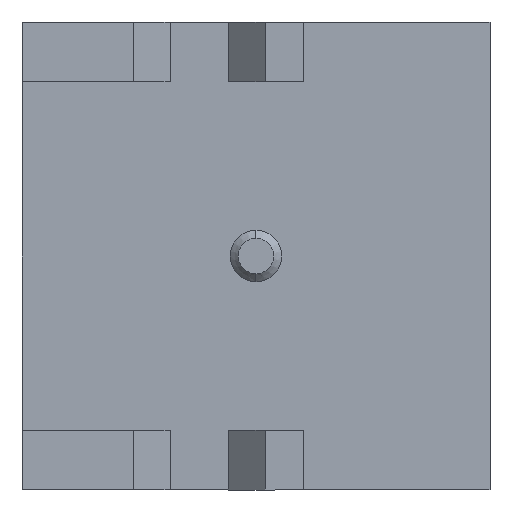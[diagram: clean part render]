
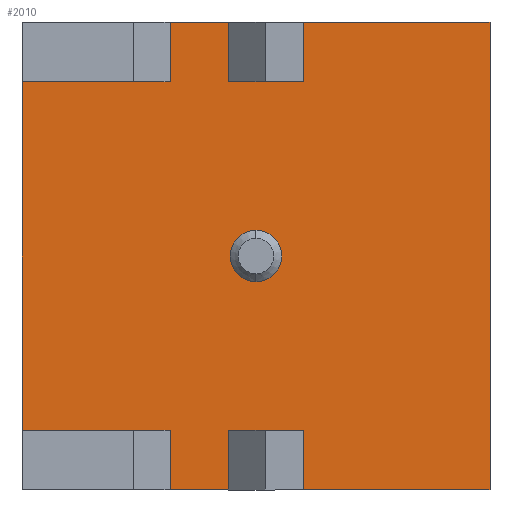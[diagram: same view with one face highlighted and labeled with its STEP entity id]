
A CAD part, front view. The second image highlights one B-rep face of the part: STEP entity #2010.
In plain terms, the highlighted planar face has unit normal (0, -1, 0).
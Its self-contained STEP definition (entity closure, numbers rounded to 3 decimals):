
#71 = LINE ( 'NONE', #757, #1095 ) ;
#110 = LINE ( 'NONE', #2101, #2007 ) ;
#156 = CARTESIAN_POINT ( 'NONE',  ( 0., 0., 0.35 ) ) ;
#183 = DIRECTION ( 'NONE',  ( 0., 0., 1. ) ) ;
#197 = VECTOR ( 'NONE', #183, 1000. ) ;
#236 = CARTESIAN_POINT ( 'NONE',  ( -0.375, 0., 0. ) ) ;
#280 = ORIENTED_EDGE ( 'NONE', *, *, #2703, .T. ) ;
#287 = CARTESIAN_POINT ( 'NONE',  ( 0.645, 0., -2.365 ) ) ;
#307 = VECTOR ( 'NONE', #1930, 1000. ) ;
#327 = CARTESIAN_POINT ( 'NONE',  ( -1.165, 0., 2.365 ) ) ;
#352 = LINE ( 'NONE', #793, #2078 ) ;
#420 = ORIENTED_EDGE ( 'NONE', *, *, #889, .T. ) ;
#480 = VECTOR ( 'NONE', #935, 1000. ) ;
#484 = VECTOR ( 'NONE', #2212, 1000. ) ;
#497 = VERTEX_POINT ( 'NONE', #156 ) ;
#505 = DIRECTION ( 'NONE',  ( -1., 0., 0. ) ) ;
#507 = CARTESIAN_POINT ( 'NONE',  ( 0.645, 0., 2.365 ) ) ;
#527 = CARTESIAN_POINT ( 'NONE',  ( 3.175, 0., -3.175 ) ) ;
#546 = CARTESIAN_POINT ( 'NONE',  ( -0.375, 0., -2.365 ) ) ;
#560 = FACE_BOUND ( 'NONE', #1763, .T. ) ;
#564 = LINE ( 'NONE', #2643, #2180 ) ;
#570 = DIRECTION ( 'NONE',  ( 0., 0., -1. ) ) ;
#584 = ORIENTED_EDGE ( 'NONE', *, *, #2213, .T. ) ;
#598 = LINE ( 'NONE', #2534, #2303 ) ;
#613 = ORIENTED_EDGE ( 'NONE', *, *, #1822, .T. ) ;
#624 = EDGE_CURVE ( 'NONE', #1964, #2165, #2238, .T. ) ;
#642 = EDGE_CURVE ( 'NONE', #2792, #694, #352, .T. ) ;
#672 = EDGE_CURVE ( 'NONE', #2326, #2816, #110, .T. ) ;
#694 = VERTEX_POINT ( 'NONE', #2623 ) ;
#700 = CARTESIAN_POINT ( 'NONE',  ( 0.645, 0., 3.175 ) ) ;
#711 = EDGE_CURVE ( 'NONE', #1958, #1146, #1389, .T. ) ;
#712 = DIRECTION ( 'NONE',  ( -1., 0., 0. ) ) ;
#727 = CARTESIAN_POINT ( 'NONE',  ( -1.165, 0., -2.365 ) ) ;
#757 = CARTESIAN_POINT ( 'NONE',  ( -0.375, 0., -2.365 ) ) ;
#768 = LINE ( 'NONE', #2346, #307 ) ;
#776 = CARTESIAN_POINT ( 'NONE',  ( 0.645, 0., -3.175 ) ) ;
#784 = ORIENTED_EDGE ( 'NONE', *, *, #2853, .T. ) ;
#793 = CARTESIAN_POINT ( 'NONE',  ( 3.175, 0., 3.175 ) ) ;
#798 = CARTESIAN_POINT ( 'NONE',  ( 0., 0., 0. ) ) ;
#843 = VECTOR ( 'NONE', #1311, 1000. ) ;
#884 = ORIENTED_EDGE ( 'NONE', *, *, #642, .T. ) ;
#889 = EDGE_CURVE ( 'NONE', #694, #2326, #564, .T. ) ;
#890 = CARTESIAN_POINT ( 'NONE',  ( -0.375, 0., 0. ) ) ;
#891 = CARTESIAN_POINT ( 'NONE',  ( 0., 0., 2.365 ) ) ;
#935 = DIRECTION ( 'NONE',  ( 1., 0., 0. ) ) ;
#957 = EDGE_CURVE ( 'NONE', #2021, #497, #1243, .T. ) ;
#1021 = DIRECTION ( 'NONE',  ( 1., 0., 0. ) ) ;
#1067 = VECTOR ( 'NONE', #1269, 1000. ) ;
#1093 = LINE ( 'NONE', #2037, #480 ) ;
#1095 = VECTOR ( 'NONE', #1021, 1000. ) ;
#1112 = ORIENTED_EDGE ( 'NONE', *, *, #1767, .T. ) ;
#1146 = VERTEX_POINT ( 'NONE', #776 ) ;
#1171 = CARTESIAN_POINT ( 'NONE',  ( 0., 0., 0. ) ) ;
#1194 = EDGE_CURVE ( 'NONE', #1994, #1958, #71, .T. ) ;
#1243 = CIRCLE ( 'NONE', #2422, 0.35 ) ;
#1249 = VECTOR ( 'NONE', #505, 1000. ) ;
#1269 = DIRECTION ( 'NONE',  ( 0., 0., -1. ) ) ;
#1289 = VERTEX_POINT ( 'NONE', #1343 ) ;
#1311 = DIRECTION ( 'NONE',  ( -1., 0., 0. ) ) ;
#1315 = FACE_OUTER_BOUND ( 'NONE', #2365, .T. ) ;
#1323 = EDGE_CURVE ( 'NONE', #1860, #1520, #2381, .T. ) ;
#1343 = CARTESIAN_POINT ( 'NONE',  ( -0.375, 0., 3.175 ) ) ;
#1344 = VECTOR ( 'NONE', #570, 1000. ) ;
#1353 = EDGE_CURVE ( 'NONE', #1146, #2792, #2006, .T. ) ;
#1377 = CARTESIAN_POINT ( 'NONE',  ( 0., 0., 0. ) ) ;
#1387 = DIRECTION ( 'NONE',  ( -1., 0., 0. ) ) ;
#1389 = LINE ( 'NONE', #1936, #1067 ) ;
#1399 = ORIENTED_EDGE ( 'NONE', *, *, #672, .T. ) ;
#1413 = DIRECTION ( 'NONE',  ( 0., 0., 1. ) ) ;
#1493 = LINE ( 'NONE', #2591, #1344 ) ;
#1509 = CARTESIAN_POINT ( 'NONE',  ( 0., 0., -2.365 ) ) ;
#1519 = DIRECTION ( 'NONE',  ( 1., 0., 0. ) ) ;
#1520 = VERTEX_POINT ( 'NONE', #727 ) ;
#1567 = ORIENTED_EDGE ( 'NONE', *, *, #711, .T. ) ;
#1578 = EDGE_CURVE ( 'NONE', #2816, #2622, #2637, .T. ) ;
#1599 = VERTEX_POINT ( 'NONE', #1746 ) ;
#1634 = DIRECTION ( 'NONE',  ( 0., 0., 1. ) ) ;
#1646 = ORIENTED_EDGE ( 'NONE', *, *, #957, .T. ) ;
#1665 = DIRECTION ( 'NONE',  ( 0., 1., 0. ) ) ;
#1696 = DIRECTION ( 'NONE',  ( 0., 0., 1. ) ) ;
#1746 = CARTESIAN_POINT ( 'NONE',  ( -1.165, 0., 3.175 ) ) ;
#1763 = EDGE_LOOP ( 'NONE', ( #280, #1646 ) ) ;
#1767 = EDGE_CURVE ( 'NONE', #2649, #1994, #1907, .T. ) ;
#1804 = ORIENTED_EDGE ( 'NONE', *, *, #1578, .T. ) ;
#1809 = AXIS2_PLACEMENT_3D ( 'NONE', #798, #2791, #2598 ) ;
#1822 = EDGE_CURVE ( 'NONE', #1289, #1599, #598, .T. ) ;
#1828 = LINE ( 'NONE', #2562, #2694 ) ;
#1859 = ORIENTED_EDGE ( 'NONE', *, *, #1194, .T. ) ;
#1860 = VERTEX_POINT ( 'NONE', #2282 ) ;
#1897 = DIRECTION ( 'NONE',  ( 0., 0., -1. ) ) ;
#1898 = CARTESIAN_POINT ( 'NONE',  ( -1.165, 0., -3.175 ) ) ;
#1907 = LINE ( 'NONE', #236, #2867 ) ;
#1916 = CARTESIAN_POINT ( 'NONE',  ( 0., 0., -0.35 ) ) ;
#1930 = DIRECTION ( 'NONE',  ( 0., 0., -1. ) ) ;
#1936 = CARTESIAN_POINT ( 'NONE',  ( 0.645, 0., 0. ) ) ;
#1955 = CARTESIAN_POINT ( 'NONE',  ( -3.175, 0., 2.365 ) ) ;
#1958 = VERTEX_POINT ( 'NONE', #287 ) ;
#1961 = ORIENTED_EDGE ( 'NONE', *, *, #2284, .T. ) ;
#1964 = VERTEX_POINT ( 'NONE', #327 ) ;
#1994 = VERTEX_POINT ( 'NONE', #546 ) ;
#2006 = LINE ( 'NONE', #2221, #2178 ) ;
#2007 = VECTOR ( 'NONE', #1897, 1000. ) ;
#2010 = ADVANCED_FACE ( 'NONE', ( #1315, #560 ), #2817, .T. ) ;
#2021 = VERTEX_POINT ( 'NONE', #1916 ) ;
#2034 = LINE ( 'NONE', #890, #197 ) ;
#2037 = CARTESIAN_POINT ( 'NONE',  ( -3.175, 0., -3.175 ) ) ;
#2070 = CIRCLE ( 'NONE', #2755, 0.35 ) ;
#2078 = VECTOR ( 'NONE', #1696, 1000. ) ;
#2101 = CARTESIAN_POINT ( 'NONE',  ( 0.645, 0., 0. ) ) ;
#2127 = ORIENTED_EDGE ( 'NONE', *, *, #2387, .T. ) ;
#2165 = VERTEX_POINT ( 'NONE', #1955 ) ;
#2178 = VECTOR ( 'NONE', #1519, 1000. ) ;
#2180 = VECTOR ( 'NONE', #1387, 1000. ) ;
#2192 = ORIENTED_EDGE ( 'NONE', *, *, #2838, .T. ) ;
#2212 = DIRECTION ( 'NONE',  ( 1., 0., 0. ) ) ;
#2213 = EDGE_CURVE ( 'NONE', #2856, #2649, #1093, .T. ) ;
#2221 = CARTESIAN_POINT ( 'NONE',  ( -3.175, 0., -3.175 ) ) ;
#2223 = DIRECTION ( 'NONE',  ( 0., 0., 1. ) ) ;
#2229 = DIRECTION ( 'NONE',  ( 0., 1., 0. ) ) ;
#2238 = LINE ( 'NONE', #891, #1249 ) ;
#2262 = CARTESIAN_POINT ( 'NONE',  ( -0.375, 0., -3.175 ) ) ;
#2282 = CARTESIAN_POINT ( 'NONE',  ( -3.175, 0., -2.365 ) ) ;
#2284 = EDGE_CURVE ( 'NONE', #2165, #1860, #1828, .T. ) ;
#2303 = VECTOR ( 'NONE', #712, 1000. ) ;
#2305 = DIRECTION ( 'NONE',  ( 0., 0., -1. ) ) ;
#2326 = VERTEX_POINT ( 'NONE', #700 ) ;
#2329 = ORIENTED_EDGE ( 'NONE', *, *, #624, .T. ) ;
#2346 = CARTESIAN_POINT ( 'NONE',  ( -1.165, 0., 0. ) ) ;
#2365 = EDGE_LOOP ( 'NONE', ( #2714, #2192, #584, #1112, #1859, #1567, #2660, #884, #420, #1399, #1804, #2127, #613, #784, #2329, #1961 ) ) ;
#2381 = LINE ( 'NONE', #1509, #484 ) ;
#2385 = CARTESIAN_POINT ( 'NONE',  ( -0.375, 0., 2.365 ) ) ;
#2387 = EDGE_CURVE ( 'NONE', #2622, #1289, #2034, .T. ) ;
#2422 = AXIS2_PLACEMENT_3D ( 'NONE', #1377, #2229, #2223 ) ;
#2534 = CARTESIAN_POINT ( 'NONE',  ( -3.175, 0., 3.175 ) ) ;
#2562 = CARTESIAN_POINT ( 'NONE',  ( -3.175, 0., 3.175 ) ) ;
#2591 = CARTESIAN_POINT ( 'NONE',  ( -1.165, 0., 0. ) ) ;
#2598 = DIRECTION ( 'NONE',  ( 0., 0., -1. ) ) ;
#2622 = VERTEX_POINT ( 'NONE', #2899 ) ;
#2623 = CARTESIAN_POINT ( 'NONE',  ( 3.175, 0., 3.175 ) ) ;
#2637 = LINE ( 'NONE', #2385, #843 ) ;
#2643 = CARTESIAN_POINT ( 'NONE',  ( -3.175, 0., 3.175 ) ) ;
#2649 = VERTEX_POINT ( 'NONE', #2262 ) ;
#2660 = ORIENTED_EDGE ( 'NONE', *, *, #1353, .T. ) ;
#2694 = VECTOR ( 'NONE', #2305, 1000. ) ;
#2703 = EDGE_CURVE ( 'NONE', #497, #2021, #2070, .T. ) ;
#2714 = ORIENTED_EDGE ( 'NONE', *, *, #1323, .T. ) ;
#2755 = AXIS2_PLACEMENT_3D ( 'NONE', #1171, #1665, #1413 ) ;
#2791 = DIRECTION ( 'NONE',  ( 0., -1., 0. ) ) ;
#2792 = VERTEX_POINT ( 'NONE', #527 ) ;
#2816 = VERTEX_POINT ( 'NONE', #507 ) ;
#2817 = PLANE ( 'NONE',  #1809 ) ;
#2838 = EDGE_CURVE ( 'NONE', #1520, #2856, #1493, .T. ) ;
#2853 = EDGE_CURVE ( 'NONE', #1599, #1964, #768, .T. ) ;
#2856 = VERTEX_POINT ( 'NONE', #1898 ) ;
#2867 = VECTOR ( 'NONE', #1634, 1000. ) ;
#2899 = CARTESIAN_POINT ( 'NONE',  ( -0.375, 0., 2.365 ) ) ;
